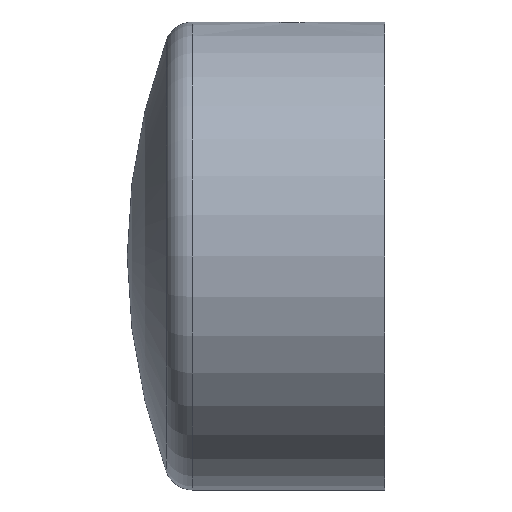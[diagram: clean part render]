
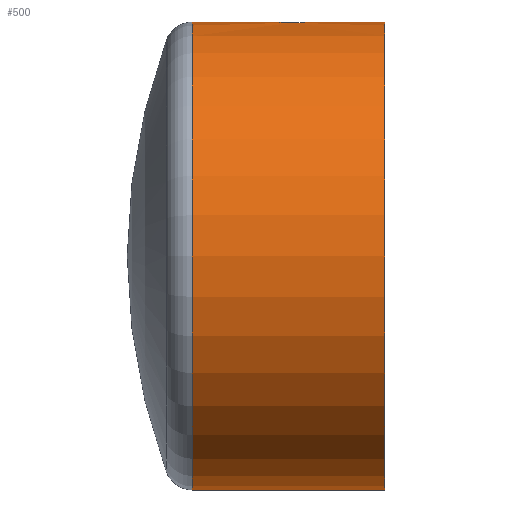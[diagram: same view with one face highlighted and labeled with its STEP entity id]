
A CAD part, left-side view. The second image highlights one B-rep face of the part: STEP entity #500.
In plain terms, the highlighted cylindrical face has radius 25.45 mm (diameter 50.9 mm), a partial arc.
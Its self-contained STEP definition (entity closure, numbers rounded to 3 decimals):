
#1 = CARTESIAN_POINT ( 'NONE',  ( -0.131, 12., 25.45 ) ) ;
#5 = CARTESIAN_POINT ( 'NONE',  ( -2., 10., 25.371 ) ) ;
#10 = CARTESIAN_POINT ( 'NONE',  ( 0., 0., 25.45 ) ) ;
#16 = VERTEX_POINT ( 'NONE', #287 ) ;
#19 = CARTESIAN_POINT ( 'NONE',  ( -2., 10., 25.371 ) ) ;
#41 = CARTESIAN_POINT ( 'NONE',  ( -0.132, 8., 25.45 ) ) ;
#42 = CARTESIAN_POINT ( 'NONE',  ( -1.003, 11.735, 25.43 ) ) ;
#45 = CARTESIAN_POINT ( 'NONE',  ( -1.798, 10.886, 25.386 ) ) ;
#52 = DIRECTION ( 'NONE',  ( 0., -1., 0. ) ) ;
#75 = CARTESIAN_POINT ( 'NONE',  ( 0., 0., 25.45 ) ) ;
#82 = AXIS2_PLACEMENT_3D ( 'NONE', #364, #551, #322 ) ;
#85 = CARTESIAN_POINT ( 'NONE',  ( -1.599, 8.771, 25.4 ) ) ;
#88 = CARTESIAN_POINT ( 'NONE',  ( -0.518, 8.064, 25.445 ) ) ;
#90 = CARTESIAN_POINT ( 'NONE',  ( -0.886, 11.798, 25.435 ) ) ;
#93 = CARTESIAN_POINT ( 'NONE',  ( -0.262, 8.013, 25.449 ) ) ;
#94 = CARTESIAN_POINT ( 'NONE',  ( -0.263, 11.987, 25.449 ) ) ;
#103 = CYLINDRICAL_SURFACE ( 'NONE', #82, 25.45 ) ;
#113 = EDGE_CURVE ( 'NONE', #168, #533, #151, .T. ) ;
#124 = CARTESIAN_POINT ( 'NONE',  ( 0., 8., 25.45 ) ) ;
#126 = ORIENTED_EDGE ( 'NONE', *, *, #393, .T. ) ;
#128 = CARTESIAN_POINT ( 'NONE',  ( -0.645, 8.102, 25.442 ) ) ;
#129 = CARTESIAN_POINT ( 'NONE',  ( -1.898, 10.644, 25.379 ) ) ;
#146 = EDGE_CURVE ( 'NONE', #275, #485, #283, .T. ) ;
#151 = LINE ( 'NONE', #418, #572 ) ;
#152 = ORIENTED_EDGE ( 'NONE', *, *, #146, .F. ) ;
#168 = VERTEX_POINT ( 'NONE', #518 ) ;
#169 = CARTESIAN_POINT ( 'NONE',  ( -2., 10., 25.371 ) ) ;
#172 = CARTESIAN_POINT ( 'NONE',  ( -1.22, 8.41, 25.421 ) ) ;
#173 = CARTESIAN_POINT ( 'NONE',  ( -0.519, 11.936, 25.445 ) ) ;
#178 = CARTESIAN_POINT ( 'NONE',  ( -1.22, 11.59, 25.421 ) ) ;
#189 = DIRECTION ( 'NONE',  ( 0., -1., 0. ) ) ;
#193 = VECTOR ( 'NONE', #189, 1000. ) ;
#194 = B_SPLINE_CURVE_WITH_KNOTS ( 'NONE', 3,
 ( #5, #412, #324, #281, #129, #45, #456, #544, #548, #234, #178, #42, #90, #502, #173, #94, #1, #501 ),
 .UNSPECIFIED., .F., .F.,
 ( 4, 2, 2, 2, 2, 2, 2, 2, 4 ),
 ( 0.003, 0.004, 0.004, 0.004, 0.005, 0.005, 0.005, 0.006, 0.006 ),
 .UNSPECIFIED. ) ;
#201 = AXIS2_PLACEMENT_3D ( 'NONE', #432, #311, #214 ) ;
#214 = DIRECTION ( 'NONE',  ( 0., 0., -1. ) ) ;
#223 = VERTEX_POINT ( 'NONE', #19 ) ;
#231 = CARTESIAN_POINT ( 'NONE',  ( -0.887, 8.203, 25.435 ) ) ;
#234 = CARTESIAN_POINT ( 'NONE',  ( -1.321, 11.508, 25.416 ) ) ;
#252 = VERTEX_POINT ( 'NONE', #387 ) ;
#256 = CARTESIAN_POINT ( 'NONE',  ( 0., 8., 25.45 ) ) ;
#261 = EDGE_LOOP ( 'NONE', ( #331, #316, #534, #435, #152, #466, #126 ) ) ;
#266 = FACE_OUTER_BOUND ( 'NONE', #261, .T. ) ;
#275 = VERTEX_POINT ( 'NONE', #256 ) ;
#281 = CARTESIAN_POINT ( 'NONE',  ( -1.936, 10.519, 25.376 ) ) ;
#283 = LINE ( 'NONE', #10, #193 ) ;
#287 = CARTESIAN_POINT ( 'NONE',  ( 0., 20.936, 25.45 ) ) ;
#296 = EDGE_CURVE ( 'NONE', #485, #533, #478, .T. ) ;
#311 = DIRECTION ( 'NONE',  ( 0., -1., 0. ) ) ;
#316 = ORIENTED_EDGE ( 'NONE', *, *, #571, .T. ) ;
#318 = CARTESIAN_POINT ( 'NONE',  ( -2., 9.739, 25.371 ) ) ;
#322 = DIRECTION ( 'NONE',  ( 0., 0., -1. ) ) ;
#324 = CARTESIAN_POINT ( 'NONE',  ( -1.987, 10.263, 25.372 ) ) ;
#331 = ORIENTED_EDGE ( 'NONE', *, *, #360, .F. ) ;
#351 = DIRECTION ( 'NONE',  ( 0., -1., 0. ) ) ;
#352 = B_SPLINE_CURVE_WITH_KNOTS ( 'NONE', 3,
 ( #124, #41, #93, #88, #128, #231, #497, #172, #411, #85, #405, #546, #318, #169 ),
 .UNSPECIFIED., .F., .F.,
 ( 4, 2, 2, 2, 2, 2, 4 ),
 ( 0., 0., 0.001, 0.001, 0.002, 0.002, 0.003 ),
 .UNSPECIFIED. ) ;
#360 = EDGE_CURVE ( 'NONE', #16, #252, #413, .T. ) ;
#364 = CARTESIAN_POINT ( 'NONE',  ( 0., 0., 0. ) ) ;
#387 = CARTESIAN_POINT ( 'NONE',  ( 0., 12., 25.45 ) ) ;
#393 = EDGE_CURVE ( 'NONE', #223, #252, #194, .T. ) ;
#405 = CARTESIAN_POINT ( 'NONE',  ( -1.748, 8.994, 25.39 ) ) ;
#411 = CARTESIAN_POINT ( 'NONE',  ( -1.323, 8.494, 25.416 ) ) ;
#412 = CARTESIAN_POINT ( 'NONE',  ( -2., 10.13, 25.371 ) ) ;
#413 = LINE ( 'NONE', #75, #567 ) ;
#418 = CARTESIAN_POINT ( 'NONE',  ( 0., 0., -25.45 ) ) ;
#432 = CARTESIAN_POINT ( 'NONE',  ( 0., 20.936, 0. ) ) ;
#435 = ORIENTED_EDGE ( 'NONE', *, *, #296, .F. ) ;
#444 = EDGE_CURVE ( 'NONE', #275, #223, #352, .T. ) ;
#450 = DIRECTION ( 'NONE',  ( 0., -1., 0. ) ) ;
#453 = CARTESIAN_POINT ( 'NONE',  ( 0., 0., -25.45 ) ) ;
#454 = CARTESIAN_POINT ( 'NONE',  ( 0., 0., 25.45 ) ) ;
#456 = CARTESIAN_POINT ( 'NONE',  ( -1.735, 11.003, 25.391 ) ) ;
#466 = ORIENTED_EDGE ( 'NONE', *, *, #444, .T. ) ;
#470 = CIRCLE ( 'NONE', #201, 25.45 ) ;
#478 = CIRCLE ( 'NONE', #506, 25.45 ) ;
#485 = VERTEX_POINT ( 'NONE', #454 ) ;
#487 = CARTESIAN_POINT ( 'NONE',  ( 0., 0., 0. ) ) ;
#497 = CARTESIAN_POINT ( 'NONE',  ( -1.002, 8.264, 25.43 ) ) ;
#500 = ADVANCED_FACE ( 'NONE', ( #266 ), #103, .T. ) ;
#501 = CARTESIAN_POINT ( 'NONE',  ( 0., 12., 25.45 ) ) ;
#502 = CARTESIAN_POINT ( 'NONE',  ( -0.644, 11.898, 25.442 ) ) ;
#506 = AXIS2_PLACEMENT_3D ( 'NONE', #487, #351, #579 ) ;
#518 = CARTESIAN_POINT ( 'NONE',  ( 0., 20.936, -25.45 ) ) ;
#533 = VERTEX_POINT ( 'NONE', #453 ) ;
#534 = ORIENTED_EDGE ( 'NONE', *, *, #113, .T. ) ;
#544 = CARTESIAN_POINT ( 'NONE',  ( -1.59, 11.22, 25.4 ) ) ;
#546 = CARTESIAN_POINT ( 'NONE',  ( -1.948, 9.476, 25.376 ) ) ;
#548 = CARTESIAN_POINT ( 'NONE',  ( -1.508, 11.321, 25.405 ) ) ;
#551 = DIRECTION ( 'NONE',  ( 0., -1., 0. ) ) ;
#567 = VECTOR ( 'NONE', #450, 1000. ) ;
#571 = EDGE_CURVE ( 'NONE', #16, #168, #470, .T. ) ;
#572 = VECTOR ( 'NONE', #52, 1000. ) ;
#579 = DIRECTION ( 'NONE',  ( 0., 0., -1. ) ) ;
